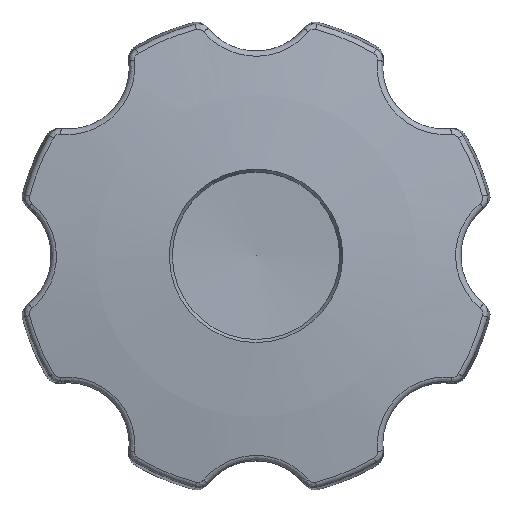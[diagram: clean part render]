
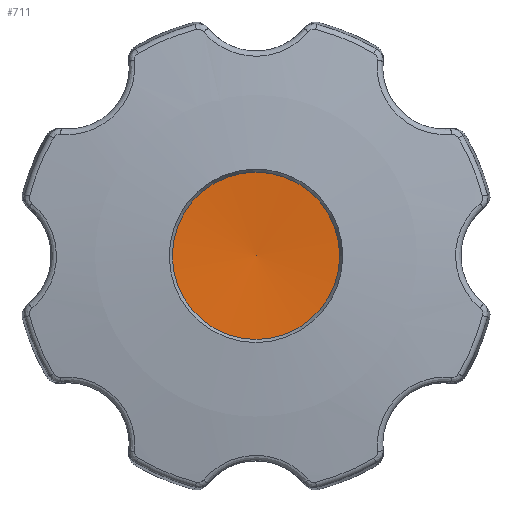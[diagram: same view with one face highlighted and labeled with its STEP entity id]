
A CAD part, top view. The second image highlights one B-rep face of the part: STEP entity #711.
In plain terms, the highlighted spherical face has radius 84.351 mm.
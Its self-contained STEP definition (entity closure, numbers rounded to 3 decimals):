
#711 = ADVANCED_FACE( '', ( #1429 ), #1430, .F. );
#1429 = FACE_OUTER_BOUND( '', #6265, .T. );
#1430 = SPHERICAL_SURFACE( '', #6266, 84.351 );
#6265 = EDGE_LOOP( '', ( #8172 ) );
#6266 = AXIS2_PLACEMENT_3D( '', #8173, #8174, #8175 );
#8172 = ORIENTED_EDGE( '', *, *, #8647, .T. );
#8173 = CARTESIAN_POINT( '', ( 0., 0., 111.851 ) );
#8174 = DIRECTION( '', ( 0., 0., 1. ) );
#8175 = DIRECTION( '', ( 1., 0., 0. ) );
#8647 = EDGE_CURVE( '', #9673, #9673, #9674, .T. );
#9673 = VERTEX_POINT( '', #12260 );
#9674 = CIRCLE( '', #12261, 9.5 );
#12260 = CARTESIAN_POINT( '', ( 9.5, 0., 28.037 ) );
#12261 = AXIS2_PLACEMENT_3D( '', #14296, #14297, #14298 );
#14296 = CARTESIAN_POINT( '', ( 0., 0., 28.037 ) );
#14297 = DIRECTION( '', ( 0., 0., 1. ) );
#14298 = DIRECTION( '', ( 1., 0., 0. ) );
